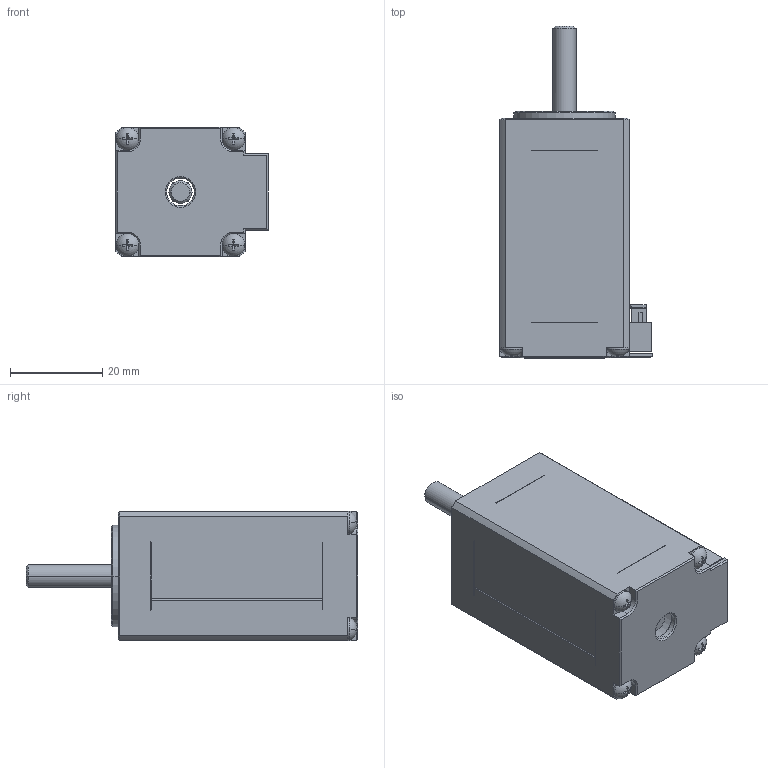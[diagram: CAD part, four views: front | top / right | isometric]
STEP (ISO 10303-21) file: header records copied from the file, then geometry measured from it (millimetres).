
FILE_DESCRIPTION((''),'2;1');
FILE_NAME('3_1_01_028_0448_SW0001','2021-03-19T17:11:14',('zhangjq'),(''),'CREO PARAMETRIC BY PTC INC, 2017110','CREO PARAMETRIC BY PTC INC, 2017110','');
FILE_SCHEMA(('CONFIG_CONTROL_DESIGN'));
Length unit declared in the file: millimetre
Products named in the file (1): 3_1_01_028_0448_SW0001
Bounding box: 33 x 71.9 x 28 mm (x, y, z)
Volume: 18187.4 mm3; surface area: 21954.8 mm2
Topology: 3 solids, 3 shells, 842 faces, 2132 edges, 1300 vertices
Faces by surface type: plane 574, cylinder 170, cone 64, bspline 14, torus 12, sphere 8
Entity records: 25662 total; most frequent: CARTESIAN_POINT 5148, ORIENTED_EDGE 4264, DIRECTION 4214, EDGE_CURVE 2132, VECTOR 1562, LINE 1562, AXIS2_PLACEMENT_3D 1326, VERTEX_POINT 1300
